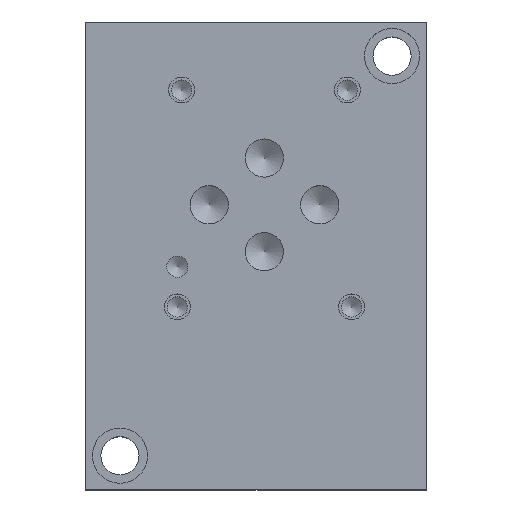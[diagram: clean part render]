
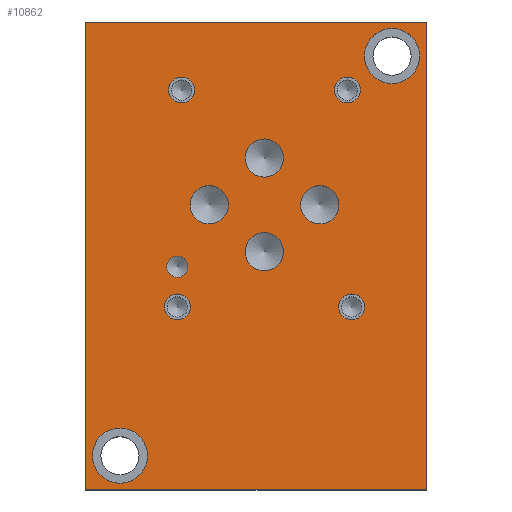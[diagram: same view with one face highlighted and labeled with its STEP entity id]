
A CAD part, top view. The second image highlights one B-rep face of the part: STEP entity #10862.
In plain terms, the highlighted planar face has unit normal (0, 0, 1).
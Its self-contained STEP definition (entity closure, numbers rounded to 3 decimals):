
#223=CIRCLE('',#11354,5.156);
#224=CIRCLE('',#11355,5.156);
#228=CIRCLE('',#11362,5.156);
#229=CIRCLE('',#11363,5.156);
#232=CIRCLE('',#11369,3.569);
#233=CIRCLE('',#11370,3.569);
#236=CIRCLE('',#11375,3.569);
#237=CIRCLE('',#11376,3.569);
#240=CIRCLE('',#11381,3.569);
#241=CIRCLE('',#11382,3.569);
#244=CIRCLE('',#11387,3.569);
#245=CIRCLE('',#11388,3.569);
#248=CIRCLE('',#11393,1.981);
#249=CIRCLE('',#11394,1.981);
#255=CIRCLE('',#11403,2.413);
#256=CIRCLE('',#11404,2.413);
#262=CIRCLE('',#11414,2.413);
#263=CIRCLE('',#11415,2.413);
#269=CIRCLE('',#11425,2.413);
#270=CIRCLE('',#11426,2.413);
#276=CIRCLE('',#11436,2.413);
#277=CIRCLE('',#11437,2.413);
#341=FACE_BOUND('',#2037,.T.);
#342=FACE_BOUND('',#2038,.T.);
#343=FACE_BOUND('',#2039,.T.);
#344=FACE_BOUND('',#2040,.T.);
#345=FACE_BOUND('',#2041,.T.);
#346=FACE_BOUND('',#2042,.T.);
#347=FACE_BOUND('',#2043,.T.);
#348=FACE_BOUND('',#2044,.T.);
#349=FACE_BOUND('',#2045,.T.);
#350=FACE_BOUND('',#2046,.T.);
#351=FACE_BOUND('',#2047,.T.);
#1420=FACE_OUTER_BOUND('',#2036,.T.);
#2036=EDGE_LOOP('',(#9549,#9550,#9551,#9552));
#2037=EDGE_LOOP('',(#9553,#9554));
#2038=EDGE_LOOP('',(#9555,#9556));
#2039=EDGE_LOOP('',(#9557,#9558));
#2040=EDGE_LOOP('',(#9559,#9560));
#2041=EDGE_LOOP('',(#9561,#9562));
#2042=EDGE_LOOP('',(#9563,#9564));
#2043=EDGE_LOOP('',(#9565,#9566));
#2044=EDGE_LOOP('',(#9567,#9568));
#2045=EDGE_LOOP('',(#9569,#9570));
#2046=EDGE_LOOP('',(#9571,#9572));
#2047=EDGE_LOOP('',(#9573,#9574));
#2173=LINE('',#14104,#3155);
#2209=LINE('',#14188,#3191);
#2575=LINE('',#17346,#3557);
#3029=LINE('',#18928,#4011);
#3155=VECTOR('',#11659,10.);
#3191=VECTOR('',#11733,10.);
#3557=VECTOR('',#12275,10.);
#4011=VECTOR('',#13555,10.);
#4126=VERTEX_POINT('',#14101);
#4127=VERTEX_POINT('',#14103);
#4155=VERTEX_POINT('',#14185);
#4156=VERTEX_POINT('',#14187);
#4975=VERTEX_POINT('',#18751);
#4976=VERTEX_POINT('',#18752);
#4980=VERTEX_POINT('',#18766);
#4981=VERTEX_POINT('',#18767);
#4985=VERTEX_POINT('',#18781);
#4986=VERTEX_POINT('',#18782);
#4990=VERTEX_POINT('',#18794);
#4991=VERTEX_POINT('',#18795);
#4995=VERTEX_POINT('',#18807);
#4996=VERTEX_POINT('',#18808);
#5000=VERTEX_POINT('',#18820);
#5001=VERTEX_POINT('',#18821);
#5005=VERTEX_POINT('',#18833);
#5006=VERTEX_POINT('',#18834);
#5013=VERTEX_POINT('',#18853);
#5014=VERTEX_POINT('',#18854);
#5021=VERTEX_POINT('',#18875);
#5022=VERTEX_POINT('',#18876);
#5029=VERTEX_POINT('',#18897);
#5030=VERTEX_POINT('',#18898);
#5037=VERTEX_POINT('',#18919);
#5038=VERTEX_POINT('',#18920);
#5202=EDGE_CURVE('',#4127,#4126,#2173,.T.);
#5244=EDGE_CURVE('',#4156,#4155,#2209,.T.);
#5894=EDGE_CURVE('',#4155,#4127,#2575,.T.);
#6469=EDGE_CURVE('',#4975,#4976,#223,.T.);
#6470=EDGE_CURVE('',#4976,#4975,#224,.T.);
#6476=EDGE_CURVE('',#4980,#4981,#228,.T.);
#6477=EDGE_CURVE('',#4981,#4980,#229,.T.);
#6483=EDGE_CURVE('',#4985,#4986,#232,.T.);
#6484=EDGE_CURVE('',#4986,#4985,#233,.T.);
#6489=EDGE_CURVE('',#4990,#4991,#236,.T.);
#6490=EDGE_CURVE('',#4991,#4990,#237,.T.);
#6495=EDGE_CURVE('',#4995,#4996,#240,.T.);
#6496=EDGE_CURVE('',#4996,#4995,#241,.T.);
#6501=EDGE_CURVE('',#5000,#5001,#244,.T.);
#6502=EDGE_CURVE('',#5001,#5000,#245,.T.);
#6507=EDGE_CURVE('',#5005,#5006,#248,.T.);
#6508=EDGE_CURVE('',#5006,#5005,#249,.T.);
#6516=EDGE_CURVE('',#5013,#5014,#255,.T.);
#6517=EDGE_CURVE('',#5014,#5013,#256,.T.);
#6526=EDGE_CURVE('',#5021,#5022,#262,.T.);
#6527=EDGE_CURVE('',#5022,#5021,#263,.T.);
#6536=EDGE_CURVE('',#5029,#5030,#269,.T.);
#6537=EDGE_CURVE('',#5030,#5029,#270,.T.);
#6546=EDGE_CURVE('',#5037,#5038,#276,.T.);
#6547=EDGE_CURVE('',#5038,#5037,#277,.T.);
#6550=EDGE_CURVE('',#4126,#4156,#3029,.T.);
#9549=ORIENTED_EDGE('',*,*,#5894,.T.);
#9550=ORIENTED_EDGE('',*,*,#5202,.T.);
#9551=ORIENTED_EDGE('',*,*,#6550,.T.);
#9552=ORIENTED_EDGE('',*,*,#5244,.T.);
#9553=ORIENTED_EDGE('',*,*,#6469,.T.);
#9554=ORIENTED_EDGE('',*,*,#6470,.T.);
#9555=ORIENTED_EDGE('',*,*,#6476,.T.);
#9556=ORIENTED_EDGE('',*,*,#6477,.T.);
#9557=ORIENTED_EDGE('',*,*,#6483,.T.);
#9558=ORIENTED_EDGE('',*,*,#6484,.T.);
#9559=ORIENTED_EDGE('',*,*,#6489,.T.);
#9560=ORIENTED_EDGE('',*,*,#6490,.T.);
#9561=ORIENTED_EDGE('',*,*,#6495,.T.);
#9562=ORIENTED_EDGE('',*,*,#6496,.T.);
#9563=ORIENTED_EDGE('',*,*,#6501,.T.);
#9564=ORIENTED_EDGE('',*,*,#6502,.T.);
#9565=ORIENTED_EDGE('',*,*,#6507,.T.);
#9566=ORIENTED_EDGE('',*,*,#6508,.T.);
#9567=ORIENTED_EDGE('',*,*,#6516,.T.);
#9568=ORIENTED_EDGE('',*,*,#6517,.T.);
#9569=ORIENTED_EDGE('',*,*,#6526,.T.);
#9570=ORIENTED_EDGE('',*,*,#6527,.T.);
#9571=ORIENTED_EDGE('',*,*,#6536,.T.);
#9572=ORIENTED_EDGE('',*,*,#6537,.T.);
#9573=ORIENTED_EDGE('',*,*,#6546,.T.);
#9574=ORIENTED_EDGE('',*,*,#6547,.T.);
#9877=PLANE('',#11443);
#10862=ADVANCED_FACE('',(#1420,#341,#342,#343,#344,#345,#346,#347,#348,
#349,#350,#351),#9877,.T.);
#11354=AXIS2_PLACEMENT_3D('',#18753,#13355,#13356);
#11355=AXIS2_PLACEMENT_3D('',#18754,#13357,#13358);
#11362=AXIS2_PLACEMENT_3D('',#18768,#13373,#13374);
#11363=AXIS2_PLACEMENT_3D('',#18769,#13375,#13376);
#11369=AXIS2_PLACEMENT_3D('',#18783,#13390,#13391);
#11370=AXIS2_PLACEMENT_3D('',#18784,#13392,#13393);
#11375=AXIS2_PLACEMENT_3D('',#18796,#13404,#13405);
#11376=AXIS2_PLACEMENT_3D('',#18797,#13406,#13407);
#11381=AXIS2_PLACEMENT_3D('',#18809,#13418,#13419);
#11382=AXIS2_PLACEMENT_3D('',#18810,#13420,#13421);
#11387=AXIS2_PLACEMENT_3D('',#18822,#13432,#13433);
#11388=AXIS2_PLACEMENT_3D('',#18823,#13434,#13435);
#11393=AXIS2_PLACEMENT_3D('',#18835,#13446,#13447);
#11394=AXIS2_PLACEMENT_3D('',#18836,#13448,#13449);
#11403=AXIS2_PLACEMENT_3D('',#18855,#13468,#13469);
#11404=AXIS2_PLACEMENT_3D('',#18856,#13470,#13471);
#11414=AXIS2_PLACEMENT_3D('',#18877,#13493,#13494);
#11415=AXIS2_PLACEMENT_3D('',#18878,#13495,#13496);
#11425=AXIS2_PLACEMENT_3D('',#18899,#13518,#13519);
#11426=AXIS2_PLACEMENT_3D('',#18900,#13520,#13521);
#11436=AXIS2_PLACEMENT_3D('',#18921,#13543,#13544);
#11437=AXIS2_PLACEMENT_3D('',#18922,#13545,#13546);
#11443=AXIS2_PLACEMENT_3D('',#18931,#13560,#13561);
#11659=DIRECTION('',(0.,1.,0.));
#11733=DIRECTION('',(0.,-1.,0.));
#12275=DIRECTION('',(1.,0.,0.));
#13355=DIRECTION('center_axis',(0.,0.,-1.));
#13356=DIRECTION('ref_axis',(1.,0.,0.));
#13357=DIRECTION('center_axis',(0.,0.,-1.));
#13358=DIRECTION('ref_axis',(1.,0.,0.));
#13373=DIRECTION('center_axis',(0.,0.,-1.));
#13374=DIRECTION('ref_axis',(1.,0.,0.));
#13375=DIRECTION('center_axis',(0.,0.,-1.));
#13376=DIRECTION('ref_axis',(1.,0.,0.));
#13390=DIRECTION('center_axis',(0.,0.,-1.));
#13391=DIRECTION('ref_axis',(1.,0.,0.));
#13392=DIRECTION('center_axis',(0.,0.,-1.));
#13393=DIRECTION('ref_axis',(1.,0.,0.));
#13404=DIRECTION('center_axis',(0.,0.,-1.));
#13405=DIRECTION('ref_axis',(1.,0.,0.));
#13406=DIRECTION('center_axis',(0.,0.,-1.));
#13407=DIRECTION('ref_axis',(1.,0.,0.));
#13418=DIRECTION('center_axis',(0.,0.,-1.));
#13419=DIRECTION('ref_axis',(1.,0.,0.));
#13420=DIRECTION('center_axis',(0.,0.,-1.));
#13421=DIRECTION('ref_axis',(1.,0.,0.));
#13432=DIRECTION('center_axis',(0.,0.,-1.));
#13433=DIRECTION('ref_axis',(1.,0.,0.));
#13434=DIRECTION('center_axis',(0.,0.,-1.));
#13435=DIRECTION('ref_axis',(1.,0.,0.));
#13446=DIRECTION('center_axis',(0.,0.,-1.));
#13447=DIRECTION('ref_axis',(1.,0.,0.));
#13448=DIRECTION('center_axis',(0.,0.,-1.));
#13449=DIRECTION('ref_axis',(1.,0.,0.));
#13468=DIRECTION('center_axis',(0.,0.,-1.));
#13469=DIRECTION('ref_axis',(1.,0.,0.));
#13470=DIRECTION('center_axis',(0.,0.,-1.));
#13471=DIRECTION('ref_axis',(1.,0.,0.));
#13493=DIRECTION('center_axis',(0.,0.,-1.));
#13494=DIRECTION('ref_axis',(1.,0.,0.));
#13495=DIRECTION('center_axis',(0.,0.,-1.));
#13496=DIRECTION('ref_axis',(1.,0.,0.));
#13518=DIRECTION('center_axis',(0.,0.,-1.));
#13519=DIRECTION('ref_axis',(1.,0.,0.));
#13520=DIRECTION('center_axis',(0.,0.,-1.));
#13521=DIRECTION('ref_axis',(1.,0.,0.));
#13543=DIRECTION('center_axis',(0.,0.,-1.));
#13544=DIRECTION('ref_axis',(1.,0.,0.));
#13545=DIRECTION('center_axis',(0.,0.,-1.));
#13546=DIRECTION('ref_axis',(1.,0.,0.));
#13555=DIRECTION('',(-1.,0.,0.));
#13560=DIRECTION('center_axis',(0.,0.,1.));
#13561=DIRECTION('ref_axis',(1.,0.,0.));
#14101=CARTESIAN_POINT('',(63.5,87.325,38.1));
#14103=CARTESIAN_POINT('',(63.5,0.,38.1));
#14104=CARTESIAN_POINT('',(63.5,0.,38.1));
#14185=CARTESIAN_POINT('',(0.,0.,38.1));
#14187=CARTESIAN_POINT('',(0.,87.325,38.1));
#14188=CARTESIAN_POINT('',(0.,87.325,38.1));
#17346=CARTESIAN_POINT('',(0.,0.,38.1));
#18751=CARTESIAN_POINT('',(11.506,6.35,38.1));
#18752=CARTESIAN_POINT('',(1.194,6.35,38.1));
#18753=CARTESIAN_POINT('Origin',(6.35,6.35,38.1));
#18754=CARTESIAN_POINT('Origin',(6.35,6.35,38.1));
#18766=CARTESIAN_POINT('',(62.306,80.975,38.1));
#18767=CARTESIAN_POINT('',(51.994,80.975,38.1));
#18768=CARTESIAN_POINT('Origin',(57.15,80.975,38.1));
#18769=CARTESIAN_POINT('Origin',(57.15,80.975,38.1));
#18781=CARTESIAN_POINT('',(36.894,61.925,38.1));
#18782=CARTESIAN_POINT('',(29.756,61.925,38.1));
#18783=CARTESIAN_POINT('Origin',(33.325,61.925,38.1));
#18784=CARTESIAN_POINT('Origin',(33.325,61.925,38.1));
#18794=CARTESIAN_POINT('',(26.581,53.188,38.1));
#18795=CARTESIAN_POINT('',(19.444,53.188,38.1));
#18796=CARTESIAN_POINT('Origin',(23.012,53.188,38.1));
#18797=CARTESIAN_POINT('Origin',(23.012,53.188,38.1));
#18807=CARTESIAN_POINT('',(47.231,53.188,38.1));
#18808=CARTESIAN_POINT('',(40.094,53.188,38.1));
#18809=CARTESIAN_POINT('Origin',(43.663,53.188,38.1));
#18810=CARTESIAN_POINT('Origin',(43.663,53.188,38.1));
#18820=CARTESIAN_POINT('',(36.894,44.45,38.1));
#18821=CARTESIAN_POINT('',(29.756,44.45,38.1));
#18822=CARTESIAN_POINT('Origin',(33.325,44.45,38.1));
#18823=CARTESIAN_POINT('Origin',(33.325,44.45,38.1));
#18833=CARTESIAN_POINT('',(19.05,41.631,38.1));
#18834=CARTESIAN_POINT('',(15.088,41.631,38.1));
#18835=CARTESIAN_POINT('Origin',(17.069,41.631,38.1));
#18836=CARTESIAN_POINT('Origin',(17.069,41.631,38.1));
#18853=CARTESIAN_POINT('',(52.019,34.138,38.1));
#18854=CARTESIAN_POINT('',(47.193,34.138,38.1));
#18855=CARTESIAN_POINT('Origin',(49.606,34.138,38.1));
#18856=CARTESIAN_POINT('Origin',(49.606,34.138,38.1));
#18875=CARTESIAN_POINT('',(20.269,74.625,38.1));
#18876=CARTESIAN_POINT('',(15.443,74.625,38.1));
#18877=CARTESIAN_POINT('Origin',(17.856,74.625,38.1));
#18878=CARTESIAN_POINT('Origin',(17.856,74.625,38.1));
#18897=CARTESIAN_POINT('',(51.232,74.625,38.1));
#18898=CARTESIAN_POINT('',(46.406,74.625,38.1));
#18899=CARTESIAN_POINT('Origin',(48.819,74.625,38.1));
#18900=CARTESIAN_POINT('Origin',(48.819,74.625,38.1));
#18919=CARTESIAN_POINT('',(19.482,34.138,38.1));
#18920=CARTESIAN_POINT('',(14.656,34.138,38.1));
#18921=CARTESIAN_POINT('Origin',(17.069,34.138,38.1));
#18922=CARTESIAN_POINT('Origin',(17.069,34.138,38.1));
#18928=CARTESIAN_POINT('',(63.5,87.325,38.1));
#18931=CARTESIAN_POINT('Origin',(31.75,43.663,38.1));
